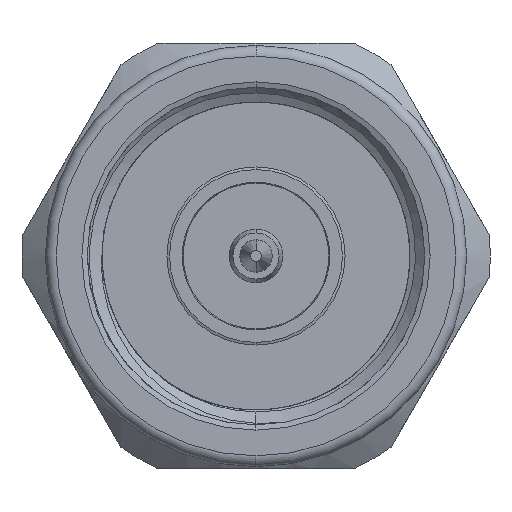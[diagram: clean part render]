
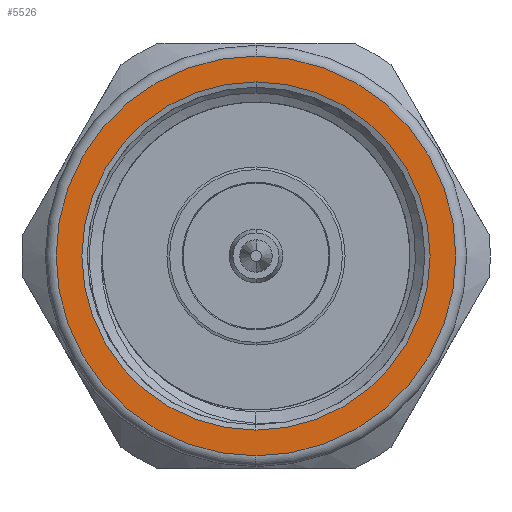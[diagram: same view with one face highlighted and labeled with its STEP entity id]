
A CAD part, left-side view. The second image highlights one B-rep face of the part: STEP entity #5526.
In plain terms, the highlighted planar face has unit normal (-1, 0, 0).
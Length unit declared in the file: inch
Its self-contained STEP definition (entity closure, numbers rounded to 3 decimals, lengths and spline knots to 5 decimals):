
#189 = FACE_OUTER_BOUND ( 'NONE', #3545, .T. ) ;
#329 = AXIS2_PLACEMENT_3D ( 'NONE', #4715, #1235, #2162 ) ;
#376 = EDGE_LOOP ( 'NONE', ( #5378, #2959 ) ) ;
#520 = CIRCLE ( 'NONE', #4196, 0.3225 ) ;
#783 = DIRECTION ( 'NONE',  ( -1., 0., 0. ) ) ;
#1012 = ORIENTED_EDGE ( 'NONE', *, *, #6349, .T. ) ;
#1023 = FACE_BOUND ( 'NONE', #376, .T. ) ;
#1174 = CARTESIAN_POINT ( 'NONE',  ( 0., 0., 0. ) ) ;
#1235 = DIRECTION ( 'NONE',  ( 1., 0., 0. ) ) ;
#1283 = CARTESIAN_POINT ( 'NONE',  ( 0., 0., 0. ) ) ;
#1284 = EDGE_CURVE ( 'NONE', #3758, #2435, #3182, .T. ) ;
#1306 = DIRECTION ( 'NONE',  ( 1., 0., 0. ) ) ;
#1400 = ORIENTED_EDGE ( 'NONE', *, *, #5198, .T. ) ;
#1852 = VERTEX_POINT ( 'NONE', #2186 ) ;
#2157 = CIRCLE ( 'NONE', #2579, 0.37025 ) ;
#2162 = DIRECTION ( 'NONE',  ( 0., 0., -1. ) ) ;
#2186 = CARTESIAN_POINT ( 'NONE',  ( 0., 0., -0.37025 ) ) ;
#2192 = DIRECTION ( 'NONE',  ( -1., 0., 0. ) ) ;
#2435 = VERTEX_POINT ( 'NONE', #4538 ) ;
#2579 = AXIS2_PLACEMENT_3D ( 'NONE', #1174, #2192, #5740 ) ;
#2603 = CARTESIAN_POINT ( 'NONE',  ( 0., 0., 0.37025 ) ) ;
#2662 = DIRECTION ( 'NONE',  ( 0., 1., 0. ) ) ;
#2698 = EDGE_CURVE ( 'NONE', #2435, #3758, #520, .T. ) ;
#2959 = ORIENTED_EDGE ( 'NONE', *, *, #2698, .T. ) ;
#3020 = AXIS2_PLACEMENT_3D ( 'NONE', #3746, #1306, #2662 ) ;
#3182 = CIRCLE ( 'NONE', #329, 0.3225 ) ;
#3545 = EDGE_LOOP ( 'NONE', ( #1400, #1012 ) ) ;
#3746 = CARTESIAN_POINT ( 'NONE',  ( 0., 0., 0. ) ) ;
#3751 = CIRCLE ( 'NONE', #5851, 0.37025 ) ;
#3758 = VERTEX_POINT ( 'NONE', #5244 ) ;
#4196 = AXIS2_PLACEMENT_3D ( 'NONE', #5872, #4422, #4987 ) ;
#4204 = PLANE ( 'NONE',  #3020 ) ;
#4422 = DIRECTION ( 'NONE',  ( 1., 0., 0. ) ) ;
#4538 = CARTESIAN_POINT ( 'NONE',  ( 0., 0., -0.3225 ) ) ;
#4715 = CARTESIAN_POINT ( 'NONE',  ( 0., 0., 0. ) ) ;
#4987 = DIRECTION ( 'NONE',  ( 0., 0., -1. ) ) ;
#5198 = EDGE_CURVE ( 'NONE', #5409, #1852, #3751, .T. ) ;
#5244 = CARTESIAN_POINT ( 'NONE',  ( 0., 0., 0.3225 ) ) ;
#5302 = DIRECTION ( 'NONE',  ( 0., 0., 1. ) ) ;
#5378 = ORIENTED_EDGE ( 'NONE', *, *, #1284, .T. ) ;
#5409 = VERTEX_POINT ( 'NONE', #2603 ) ;
#5526 = ADVANCED_FACE ( 'NONE', ( #1023, #189 ), #4204, .F. ) ;
#5740 = DIRECTION ( 'NONE',  ( 0., 0., 1. ) ) ;
#5851 = AXIS2_PLACEMENT_3D ( 'NONE', #1283, #783, #5302 ) ;
#5872 = CARTESIAN_POINT ( 'NONE',  ( 0., 0., 0. ) ) ;
#6349 = EDGE_CURVE ( 'NONE', #1852, #5409, #2157, .T. ) ;
